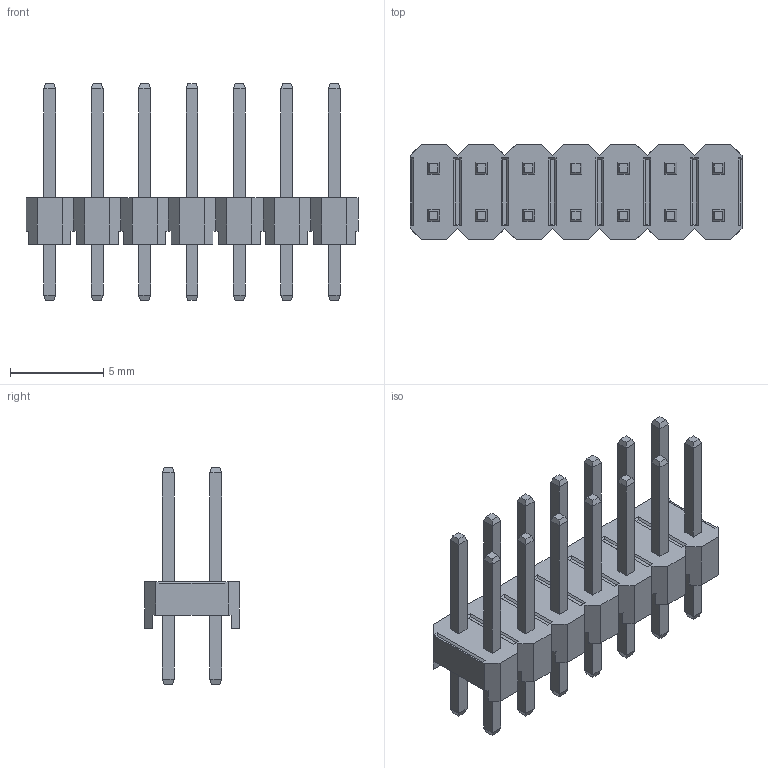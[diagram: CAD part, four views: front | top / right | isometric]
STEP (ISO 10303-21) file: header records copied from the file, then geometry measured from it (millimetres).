
FILE_DESCRIPTION(('STEP AP214'), '1');
FILE_NAME('PLD', '', ('UNSPECIFIED'), ('UNSPECIFIED'), 'ASCON STEP Converter 1.6', 'ASCON Math Kernel', '');
FILE_SCHEMA(('AUTOMOTIVE_DESIGN { 1 0 10303 214 3 1 1}'));
Length unit declared in the file: millimetre
Bounding box: 17.78 x 5.08 x 11.6 mm (x, y, z)
Volume: 216 mm3; surface area: 653.3 mm2
Topology: 1 solids, 1 shells, 364 faces, 872 edges, 544 vertices
Faces by surface type: plane 364
Entity records: 13132 total; most frequent: CARTESIAN_POINT 1781, ORIENTED_EDGE 1744, DIRECTION 1602, EDGE_CURVE 872, LINE 872, VECTOR 872, VERTEX_POINT 544, FACE_BOUND 398
